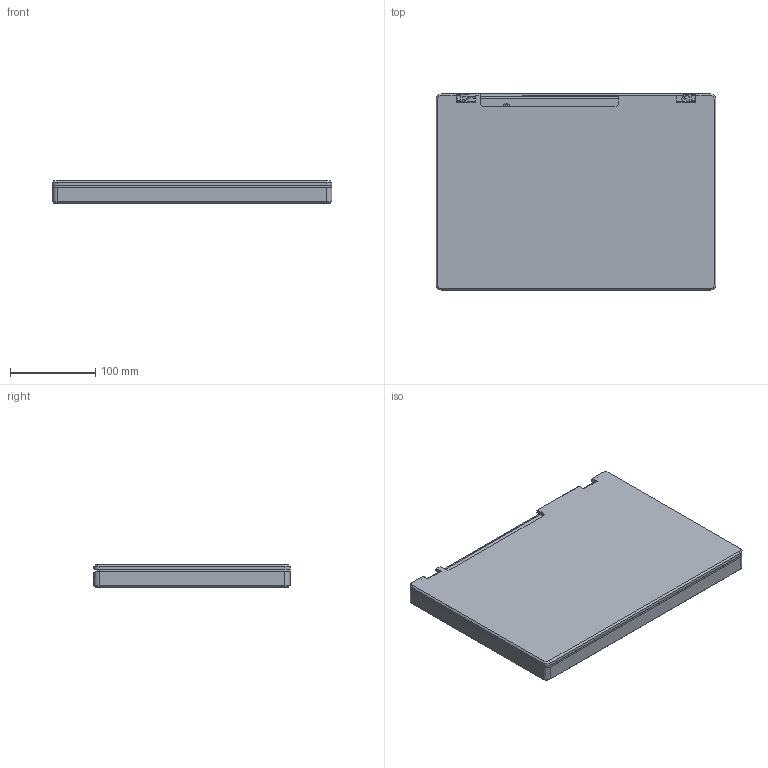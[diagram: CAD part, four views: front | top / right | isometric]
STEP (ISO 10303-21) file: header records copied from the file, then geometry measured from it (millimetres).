
FILE_DESCRIPTION(/* description */ (''),/* implementation_level */ '2;1');
FILE_NAME(/* name */ '201704~1',/* time_stamp */ '2017-04-30T11:23:01-05:00',/* author */ (''),/* organization */ (''),/* preprocessor_version */ 'ST-DEVELOPER v15',/* originating_system */ '',/* authorisation */ '');
FILE_SCHEMA (('AUTOMOTIVE_DESIGN'));
Length unit declared in the file: millimetre
Products named in the file (1): Document
Bounding box: 328 x 230 x 26.95 mm (x, y, z)
Volume: 490102.6 mm3; surface area: 510759.9 mm2
Topology: 3 solids, 3 shells, 1886 faces, 5180 edges, 3413 vertices
Faces by surface type: plane 1419, bspline 467
Entity records: 55843 total; most frequent: CARTESIAN_POINT 22904, ORIENTED_EDGE 10360, EDGE_CURVE 5180, B_SPLINE_CURVE_WITH_KNOTS 3884, VERTEX_POINT 3413, EDGE_LOOP 2041, ADVANCED_FACE 1886, FACE_OUTER_BOUND 1886
